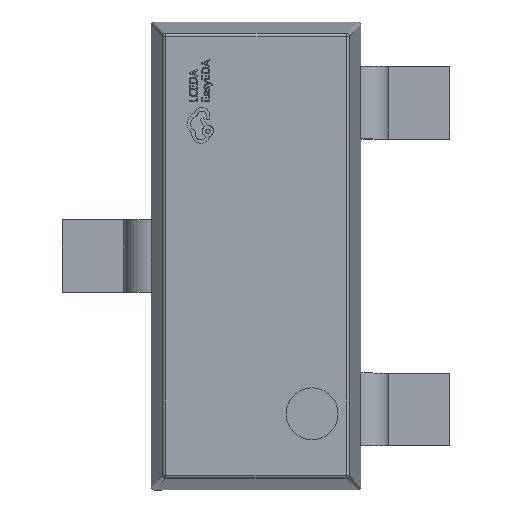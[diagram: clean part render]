
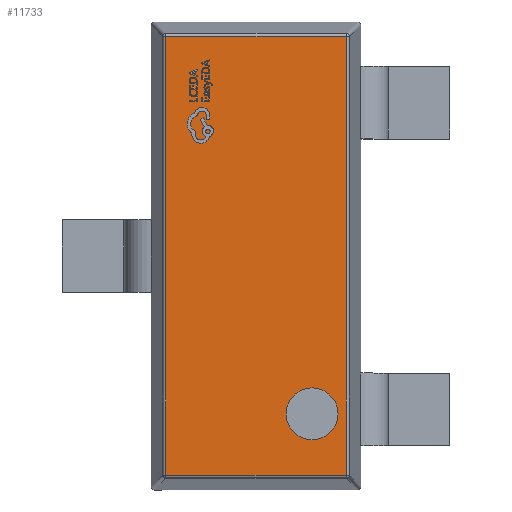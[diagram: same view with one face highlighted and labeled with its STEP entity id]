
A CAD part, top view. The second image highlights one B-rep face of the part: STEP entity #11733.
In plain terms, the highlighted planar face has unit normal (0, 0, 1).
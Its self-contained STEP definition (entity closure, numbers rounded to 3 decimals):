
#715 = CARTESIAN_POINT ( 'NONE',  ( 0.347, -0.98, 0.6 ) ) ;
#927 = CARTESIAN_POINT ( 'NONE',  ( -0.559, -1.359, 0.6 ) ) ;
#1591 = VECTOR ( 'NONE', #6225, 1000. ) ;
#1853 = AXIS2_PLACEMENT_3D ( 'NONE', #7451, #17008, #15769 ) ;
#1897 = CIRCLE ( 'NONE', #16900, 0.161 ) ;
#1958 = ORIENTED_EDGE ( 'NONE', *, *, #12877, .F. ) ;
#1963 = EDGE_CURVE ( 'NONE', #14948, #3100, #15520, .T. ) ;
#2006 = LINE ( 'NONE', #3255, #2462 ) ;
#2023 = FACE_OUTER_BOUND ( 'NONE', #12868, .T. ) ;
#2462 = VECTOR ( 'NONE', #8426, 1000. ) ;
#2796 = CARTESIAN_POINT ( 'NONE',  ( 0.347, -0.98, 0.6 ) ) ;
#3100 = VERTEX_POINT ( 'NONE', #14361 ) ;
#3255 = CARTESIAN_POINT ( 'NONE',  ( 0.559, 1.376, 0.6 ) ) ;
#3262 = CARTESIAN_POINT ( 'NONE',  ( 0.559, 1.359, 0.6 ) ) ;
#3334 = CARTESIAN_POINT ( 'NONE',  ( 0.347, -1.141, 0.6 ) ) ;
#3480 = EDGE_CURVE ( 'NONE', #6246, #14948, #4907, .T. ) ;
#3643 = DIRECTION ( 'NONE',  ( 0., 0., 1. ) ) ;
#3757 = ORIENTED_EDGE ( 'NONE', *, *, #1963, .T. ) ;
#4627 = CARTESIAN_POINT ( 'NONE',  ( 0.347, -0.818, 0.6 ) ) ;
#4770 = ORIENTED_EDGE ( 'NONE', *, *, #17250, .F. ) ;
#4815 = DIRECTION ( 'NONE',  ( 1., 0., 0. ) ) ;
#4907 = LINE ( 'NONE', #14397, #13918 ) ;
#5162 = VERTEX_POINT ( 'NONE', #4627 ) ;
#5589 = EDGE_LOOP ( 'NONE', ( #4770, #1958 ) ) ;
#6096 = CARTESIAN_POINT ( 'NONE',  ( -0.559, 1.359, 0.6 ) ) ;
#6140 = AXIS2_PLACEMENT_3D ( 'NONE', #2796, #9578, #17273 ) ;
#6225 = DIRECTION ( 'NONE',  ( -1., 0., 0. ) ) ;
#6246 = VERTEX_POINT ( 'NONE', #6096 ) ;
#6976 = CIRCLE ( 'NONE', #6140, 0.161 ) ;
#6981 = ORIENTED_EDGE ( 'NONE', *, *, #12607, .T. ) ;
#7451 = CARTESIAN_POINT ( 'NONE',  ( 0., 0., 0.6 ) ) ;
#7639 = CARTESIAN_POINT ( 'NONE',  ( -0.576, 1.359, 0.6 ) ) ;
#8426 = DIRECTION ( 'NONE',  ( 0., 1., 0. ) ) ;
#9578 = DIRECTION ( 'NONE',  ( 0., 0., 1. ) ) ;
#9688 = EDGE_CURVE ( 'NONE', #12005, #6246, #15846, .T. ) ;
#10251 = DIRECTION ( 'NONE',  ( 0., -1., 0. ) ) ;
#11405 = ORIENTED_EDGE ( 'NONE', *, *, #3480, .T. ) ;
#11427 = PLANE ( 'NONE',  #1853 ) ;
#11548 = DIRECTION ( 'NONE',  ( 0., 1., 0. ) ) ;
#11733 = ADVANCED_FACE ( 'NONE', ( #2023, #15577 ), #11427, .T. ) ;
#12005 = VERTEX_POINT ( 'NONE', #3262 ) ;
#12607 = EDGE_CURVE ( 'NONE', #3100, #12005, #2006, .T. ) ;
#12868 = EDGE_LOOP ( 'NONE', ( #6981, #15786, #11405, #3757 ) ) ;
#12877 = EDGE_CURVE ( 'NONE', #13308, #5162, #6976, .T. ) ;
#13308 = VERTEX_POINT ( 'NONE', #3334 ) ;
#13468 = VECTOR ( 'NONE', #4815, 1000. ) ;
#13918 = VECTOR ( 'NONE', #10251, 1000. ) ;
#14361 = CARTESIAN_POINT ( 'NONE',  ( 0.559, -1.359, 0.6 ) ) ;
#14397 = CARTESIAN_POINT ( 'NONE',  ( -0.559, -1.376, 0.6 ) ) ;
#14948 = VERTEX_POINT ( 'NONE', #927 ) ;
#15520 = LINE ( 'NONE', #15789, #13468 ) ;
#15577 = FACE_BOUND ( 'NONE', #5589, .T. ) ;
#15769 = DIRECTION ( 'NONE',  ( 0., 1., 0. ) ) ;
#15786 = ORIENTED_EDGE ( 'NONE', *, *, #9688, .T. ) ;
#15789 = CARTESIAN_POINT ( 'NONE',  ( 0.576, -1.359, 0.6 ) ) ;
#15846 = LINE ( 'NONE', #7639, #1591 ) ;
#16900 = AXIS2_PLACEMENT_3D ( 'NONE', #715, #3643, #11548 ) ;
#17008 = DIRECTION ( 'NONE',  ( 0., 0., 1. ) ) ;
#17250 = EDGE_CURVE ( 'NONE', #5162, #13308, #1897, .T. ) ;
#17273 = DIRECTION ( 'NONE',  ( 0., 1., 0. ) ) ;
